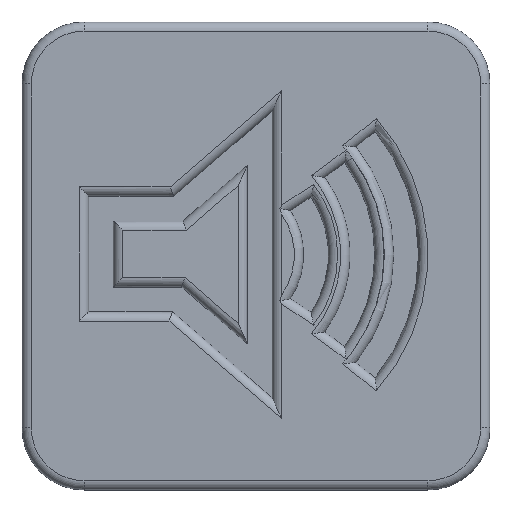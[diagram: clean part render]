
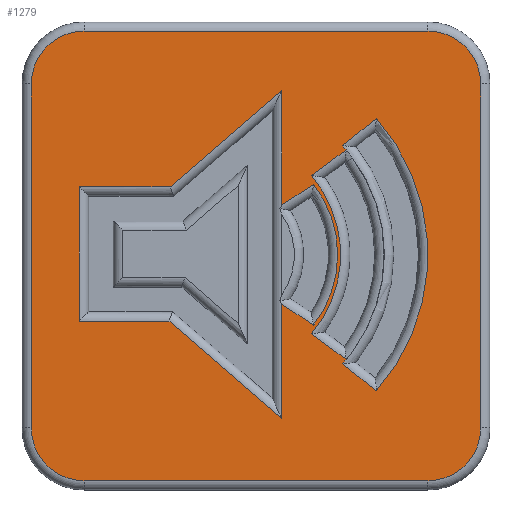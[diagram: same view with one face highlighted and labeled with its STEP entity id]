
A CAD part, top view. The second image highlights one B-rep face of the part: STEP entity #1279.
In plain terms, the highlighted planar face has unit normal (0, 0, 1).
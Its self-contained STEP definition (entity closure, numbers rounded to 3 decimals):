
#33=FACE_BOUND('',#242,.T.);
#34=FACE_BOUND('',#243,.T.);
#104=PLANE('',#1405);
#159=FACE_OUTER_BOUND('',#241,.T.);
#241=EDGE_LOOP('',(#999,#1000,#1001,#1002,#1003,#1004,#1005,#1006));
#242=EDGE_LOOP('',(#1007,#1008,#1009,#1010,#1011,#1012,#1013,#1014,#1015,
#1016));
#243=EDGE_LOOP('',(#1017,#1018,#1019,#1020,#1021,#1022,#1023,#1024));
#305=CIRCLE('',#1384,1.7);
#310=CIRCLE('',#1391,1.7);
#314=CIRCLE('',#1397,1.7);
#317=CIRCLE('',#1402,1.7);
#318=CIRCLE('',#1406,3.692);
#319=CIRCLE('',#1407,3.904);
#320=CIRCLE('',#1408,5.254);
#321=CIRCLE('',#1409,6.654);
#322=CIRCLE('',#1410,5.254);
#382=LINE('',#2008,#494);
#384=LINE('',#2020,#496);
#386=LINE('',#2031,#498);
#387=LINE('',#2037,#499);
#389=LINE('',#2043,#501);
#390=LINE('',#2045,#502);
#391=LINE('',#2049,#503);
#392=LINE('',#2051,#504);
#393=LINE('',#2053,#505);
#394=LINE('',#2055,#506);
#395=LINE('',#2057,#507);
#396=LINE('',#2059,#508);
#397=LINE('',#2060,#509);
#398=LINE('',#2063,#510);
#399=LINE('',#2067,#511);
#400=LINE('',#2071,#512);
#401=LINE('',#2075,#513);
#494=VECTOR('',#1618,10.);
#496=VECTOR('',#1632,10.);
#498=VECTOR('',#1646,10.);
#499=VECTOR('',#1655,10.);
#501=VECTOR('',#1661,10.);
#502=VECTOR('',#1662,10.);
#503=VECTOR('',#1665,10.);
#504=VECTOR('',#1666,10.);
#505=VECTOR('',#1667,10.);
#506=VECTOR('',#1668,10.);
#507=VECTOR('',#1669,10.);
#508=VECTOR('',#1670,10.);
#509=VECTOR('',#1671,10.);
#510=VECTOR('',#1672,10.);
#511=VECTOR('',#1675,10.);
#512=VECTOR('',#1678,10.);
#513=VECTOR('',#1681,10.);
#601=VERTEX_POINT('',#2000);
#602=VERTEX_POINT('',#2002);
#603=VERTEX_POINT('',#2006);
#604=VERTEX_POINT('',#2010);
#606=VERTEX_POINT('',#2016);
#608=VERTEX_POINT('',#2022);
#610=VERTEX_POINT('',#2028);
#611=VERTEX_POINT('',#2033);
#612=VERTEX_POINT('',#2041);
#613=VERTEX_POINT('',#2042);
#614=VERTEX_POINT('',#2044);
#615=VERTEX_POINT('',#2046);
#616=VERTEX_POINT('',#2048);
#617=VERTEX_POINT('',#2050);
#618=VERTEX_POINT('',#2052);
#619=VERTEX_POINT('',#2054);
#620=VERTEX_POINT('',#2056);
#621=VERTEX_POINT('',#2058);
#622=VERTEX_POINT('',#2061);
#623=VERTEX_POINT('',#2062);
#624=VERTEX_POINT('',#2064);
#625=VERTEX_POINT('',#2066);
#626=VERTEX_POINT('',#2068);
#627=VERTEX_POINT('',#2070);
#628=VERTEX_POINT('',#2072);
#629=VERTEX_POINT('',#2074);
#735=EDGE_CURVE('',#601,#602,#305,.T.);
#738=EDGE_CURVE('',#602,#603,#382,.T.);
#741=EDGE_CURVE('',#603,#604,#310,.T.);
#744=EDGE_CURVE('',#604,#606,#384,.T.);
#747=EDGE_CURVE('',#606,#608,#314,.T.);
#750=EDGE_CURVE('',#608,#610,#386,.T.);
#752=EDGE_CURVE('',#610,#611,#317,.T.);
#753=EDGE_CURVE('',#611,#601,#387,.T.);
#755=EDGE_CURVE('',#612,#613,#389,.T.);
#756=EDGE_CURVE('',#614,#612,#390,.T.);
#757=EDGE_CURVE('',#615,#614,#318,.T.);
#758=EDGE_CURVE('',#616,#615,#391,.T.);
#759=EDGE_CURVE('',#617,#616,#392,.T.);
#760=EDGE_CURVE('',#618,#617,#393,.T.);
#761=EDGE_CURVE('',#619,#618,#394,.T.);
#762=EDGE_CURVE('',#620,#619,#395,.T.);
#763=EDGE_CURVE('',#621,#620,#396,.T.);
#764=EDGE_CURVE('',#613,#621,#397,.T.);
#765=EDGE_CURVE('',#622,#623,#398,.T.);
#766=EDGE_CURVE('',#624,#623,#319,.T.);
#767=EDGE_CURVE('',#624,#625,#399,.T.);
#768=EDGE_CURVE('',#626,#625,#320,.T.);
#769=EDGE_CURVE('',#627,#626,#400,.T.);
#770=EDGE_CURVE('',#628,#627,#321,.T.);
#771=EDGE_CURVE('',#629,#628,#401,.T.);
#772=EDGE_CURVE('',#622,#629,#322,.T.);
#999=ORIENTED_EDGE('',*,*,#735,.F.);
#1000=ORIENTED_EDGE('',*,*,#753,.F.);
#1001=ORIENTED_EDGE('',*,*,#752,.F.);
#1002=ORIENTED_EDGE('',*,*,#750,.F.);
#1003=ORIENTED_EDGE('',*,*,#747,.F.);
#1004=ORIENTED_EDGE('',*,*,#744,.F.);
#1005=ORIENTED_EDGE('',*,*,#741,.F.);
#1006=ORIENTED_EDGE('',*,*,#738,.F.);
#1007=ORIENTED_EDGE('',*,*,#755,.F.);
#1008=ORIENTED_EDGE('',*,*,#756,.F.);
#1009=ORIENTED_EDGE('',*,*,#757,.F.);
#1010=ORIENTED_EDGE('',*,*,#758,.F.);
#1011=ORIENTED_EDGE('',*,*,#759,.F.);
#1012=ORIENTED_EDGE('',*,*,#760,.F.);
#1013=ORIENTED_EDGE('',*,*,#761,.F.);
#1014=ORIENTED_EDGE('',*,*,#762,.F.);
#1015=ORIENTED_EDGE('',*,*,#763,.F.);
#1016=ORIENTED_EDGE('',*,*,#764,.F.);
#1017=ORIENTED_EDGE('',*,*,#765,.T.);
#1018=ORIENTED_EDGE('',*,*,#766,.F.);
#1019=ORIENTED_EDGE('',*,*,#767,.T.);
#1020=ORIENTED_EDGE('',*,*,#768,.F.);
#1021=ORIENTED_EDGE('',*,*,#769,.F.);
#1022=ORIENTED_EDGE('',*,*,#770,.F.);
#1023=ORIENTED_EDGE('',*,*,#771,.F.);
#1024=ORIENTED_EDGE('',*,*,#772,.F.);
#1279=ADVANCED_FACE('',(#159,#33,#34),#104,.T.);
#1384=AXIS2_PLACEMENT_3D('',#2003,#1610,#1611);
#1391=AXIS2_PLACEMENT_3D('',#2014,#1625,#1626);
#1397=AXIS2_PLACEMENT_3D('',#2026,#1639,#1640);
#1402=AXIS2_PLACEMENT_3D('',#2035,#1651,#1652);
#1405=AXIS2_PLACEMENT_3D('',#2040,#1659,#1660);
#1406=AXIS2_PLACEMENT_3D('',#2047,#1663,#1664);
#1407=AXIS2_PLACEMENT_3D('',#2065,#1673,#1674);
#1408=AXIS2_PLACEMENT_3D('',#2069,#1676,#1677);
#1409=AXIS2_PLACEMENT_3D('',#2073,#1679,#1680);
#1410=AXIS2_PLACEMENT_3D('',#2076,#1682,#1683);
#1610=DIRECTION('center_axis',(0.,0.,-1.));
#1611=DIRECTION('ref_axis',(0.707,0.707,0.));
#1618=DIRECTION('',(0.,-1.,0.));
#1625=DIRECTION('center_axis',(0.,0.,-1.));
#1626=DIRECTION('ref_axis',(0.707,-0.707,0.));
#1632=DIRECTION('',(-1.,0.,0.));
#1639=DIRECTION('center_axis',(0.,0.,-1.));
#1640=DIRECTION('ref_axis',(-0.707,-0.707,0.));
#1646=DIRECTION('',(0.,1.,0.));
#1651=DIRECTION('center_axis',(0.,0.,-1.));
#1652=DIRECTION('ref_axis',(-0.707,0.707,0.));
#1655=DIRECTION('',(1.,0.,0.));
#1659=DIRECTION('center_axis',(0.,0.,1.));
#1660=DIRECTION('ref_axis',(1.,0.,0.));
#1661=DIRECTION('',(0.,1.,0.));
#1662=DIRECTION('',(-0.836,-0.549,0.));
#1663=DIRECTION('center_axis',(0.,0.,1.));
#1664=DIRECTION('ref_axis',(1.,0.,0.));
#1665=DIRECTION('',(0.836,-0.549,0.));
#1666=DIRECTION('',(0.,1.,0.));
#1667=DIRECTION('',(0.756,-0.654,0.));
#1668=DIRECTION('',(1.,0.,0.));
#1669=DIRECTION('',(0.,-1.,0.));
#1670=DIRECTION('',(-1.,0.,0.));
#1671=DIRECTION('',(-0.756,-0.654,0.));
#1672=DIRECTION('',(-0.805,0.593,0.));
#1673=DIRECTION('center_axis',(0.,0.,-1.));
#1674=DIRECTION('ref_axis',(1.,0.,0.));
#1675=DIRECTION('',(0.805,0.593,0.));
#1676=DIRECTION('center_axis',(0.,0.,-1.));
#1677=DIRECTION('ref_axis',(1.,0.,0.));
#1678=DIRECTION('',(-0.78,-0.626,0.));
#1679=DIRECTION('center_axis',(0.,0.,1.));
#1680=DIRECTION('ref_axis',(1.,0.,0.));
#1681=DIRECTION('',(0.78,-0.626,0.));
#1682=DIRECTION('center_axis',(0.,0.,-1.));
#1683=DIRECTION('ref_axis',(1.,0.,0.));
#2000=CARTESIAN_POINT('',(13.1,14.8,0.));
#2002=CARTESIAN_POINT('',(14.8,13.1,0.));
#2003=CARTESIAN_POINT('Origin',(13.1,13.1,0.));
#2006=CARTESIAN_POINT('',(14.8,2.,0.));
#2008=CARTESIAN_POINT('',(14.8,11.325,0.));
#2010=CARTESIAN_POINT('',(13.1,0.3,0.));
#2014=CARTESIAN_POINT('Origin',(13.1,2.,0.));
#2016=CARTESIAN_POINT('',(2.,0.3,0.));
#2020=CARTESIAN_POINT('',(11.325,0.3,0.));
#2022=CARTESIAN_POINT('',(0.3,2.,0.));
#2026=CARTESIAN_POINT('Origin',(2.,2.,0.));
#2028=CARTESIAN_POINT('',(0.3,13.1,0.));
#2031=CARTESIAN_POINT('',(0.3,3.775,0.));
#2033=CARTESIAN_POINT('',(2.,14.8,0.));
#2035=CARTESIAN_POINT('Origin',(2.,13.1,0.));
#2037=CARTESIAN_POINT('',(3.775,14.8,0.));
#2040=CARTESIAN_POINT('Origin',(7.55,7.55,0.));
#2041=CARTESIAN_POINT('',(8.373,9.183,0.));
#2042=CARTESIAN_POINT('',(8.373,12.886,0.));
#2043=CARTESIAN_POINT('',(8.373,9.89,0.));
#2044=CARTESIAN_POINT('',(9.405,9.861,0.));
#2045=CARTESIAN_POINT('',(7.772,8.789,0.));
#2046=CARTESIAN_POINT('',(9.405,5.32,0.));
#2047=CARTESIAN_POINT('Origin',(6.493,7.591,0.));
#2048=CARTESIAN_POINT('',(8.373,5.998,0.));
#2049=CARTESIAN_POINT('',(8.125,6.16,0.));
#2050=CARTESIAN_POINT('',(8.373,2.307,0.));
#2051=CARTESIAN_POINT('',(8.373,9.89,0.));
#2052=CARTESIAN_POINT('',(4.743,5.448,0.));
#2053=CARTESIAN_POINT('',(6.593,3.848,0.));
#2054=CARTESIAN_POINT('',(1.85,5.448,0.));
#2055=CARTESIAN_POINT('',(6.202,5.448,0.));
#2056=CARTESIAN_POINT('',(1.85,9.778,0.));
#2057=CARTESIAN_POINT('',(1.85,6.649,0.));
#2058=CARTESIAN_POINT('',(4.78,9.778,0.));
#2059=CARTESIAN_POINT('',(4.85,9.778,0.));
#2060=CARTESIAN_POINT('',(4.979,9.95,0.));
#2061=CARTESIAN_POINT('',(10.461,4.209,0.));
#2062=CARTESIAN_POINT('',(9.334,5.04,0.));
#2063=CARTESIAN_POINT('',(8.604,5.578,0.));
#2064=CARTESIAN_POINT('',(9.334,10.141,0.));
#2065=CARTESIAN_POINT('Origin',(6.379,7.591,0.));
#2066=CARTESIAN_POINT('',(10.461,10.972,0.));
#2067=CARTESIAN_POINT('',(8.262,9.352,0.));
#2068=CARTESIAN_POINT('',(10.342,11.11,0.));
#2069=CARTESIAN_POINT('Origin',(6.44,7.591,0.));
#2070=CARTESIAN_POINT('',(11.434,11.988,0.));
#2071=CARTESIAN_POINT('',(8.745,9.827,0.));
#2072=CARTESIAN_POINT('',(11.434,3.193,0.));
#2073=CARTESIAN_POINT('Origin',(6.44,7.591,0.));
#2074=CARTESIAN_POINT('',(10.342,4.071,0.));
#2075=CARTESIAN_POINT('',(9.076,5.088,0.));
#2076=CARTESIAN_POINT('Origin',(6.44,7.591,0.));
